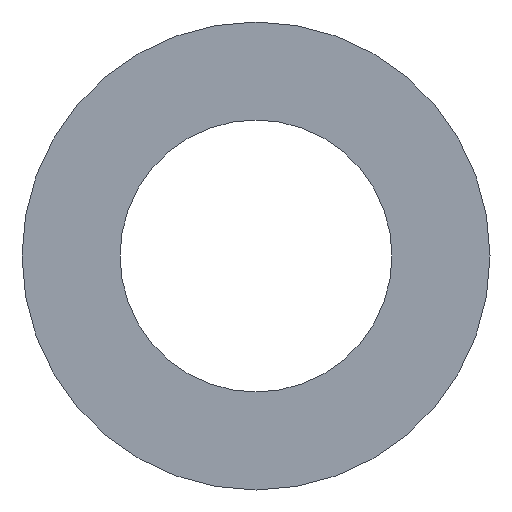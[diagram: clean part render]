
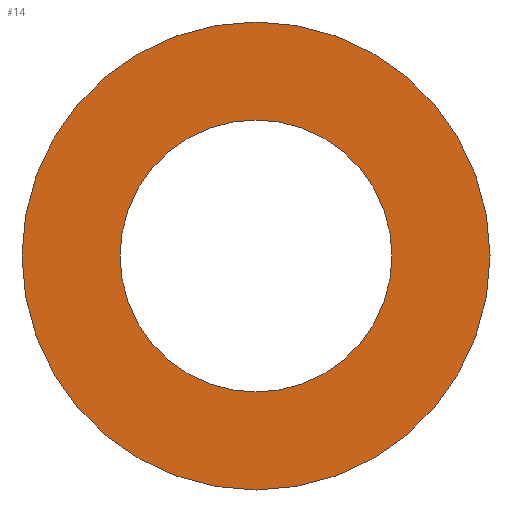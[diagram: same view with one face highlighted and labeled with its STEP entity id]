
A CAD part, front view. The second image highlights one B-rep face of the part: STEP entity #14.
In plain terms, the highlighted planar face has unit normal (0, -1, 0).
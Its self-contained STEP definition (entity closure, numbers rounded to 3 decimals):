
#3 = AXIS2_PLACEMENT_3D ( 'NONE', #208, #185, #205 ) ;
#5 = CIRCLE ( 'NONE', #12, 19.1 ) ;
#7 = FACE_OUTER_BOUND ( 'NONE', #222, .T. ) ;
#12 = AXIS2_PLACEMENT_3D ( 'NONE', #48, #107, #161 ) ;
#14 = ADVANCED_FACE ( 'NONE', ( #7, #44 ), #131, .F. ) ;
#23 = AXIS2_PLACEMENT_3D ( 'NONE', #189, #71, #162 ) ;
#25 = CARTESIAN_POINT ( 'NONE',  ( 0., -3., 0. ) ) ;
#44 = FACE_BOUND ( 'NONE', #182, .T. ) ;
#47 = DIRECTION ( 'NONE',  ( 0., 0., 1. ) ) ;
#48 = CARTESIAN_POINT ( 'NONE',  ( 0., -3., 0. ) ) ;
#49 = VERTEX_POINT ( 'NONE', #206 ) ;
#58 = DIRECTION ( 'NONE',  ( 0., 0., 1. ) ) ;
#63 = EDGE_CURVE ( 'NONE', #243, #223, #127, .T. ) ;
#69 = VERTEX_POINT ( 'NONE', #239 ) ;
#71 = DIRECTION ( 'NONE',  ( 0., 1., 0. ) ) ;
#93 = ORIENTED_EDGE ( 'NONE', *, *, #63, .T. ) ;
#107 = DIRECTION ( 'NONE',  ( 0., 1., 0. ) ) ;
#114 = ORIENTED_EDGE ( 'NONE', *, *, #175, .T. ) ;
#117 = CARTESIAN_POINT ( 'NONE',  ( 0., -3., -11.1 ) ) ;
#127 = CIRCLE ( 'NONE', #212, 11.1 ) ;
#128 = EDGE_CURVE ( 'NONE', #69, #49, #171, .T. ) ;
#129 = DIRECTION ( 'NONE',  ( 0., 1., 0. ) ) ;
#131 = PLANE ( 'NONE',  #23 ) ;
#132 = ORIENTED_EDGE ( 'NONE', *, *, #169, .F. ) ;
#133 = AXIS2_PLACEMENT_3D ( 'NONE', #183, #237, #58 ) ;
#135 = CARTESIAN_POINT ( 'NONE',  ( 0., -3., 11.1 ) ) ;
#158 = CIRCLE ( 'NONE', #133, 11.1 ) ;
#161 = DIRECTION ( 'NONE',  ( 0., 0., 1. ) ) ;
#162 = DIRECTION ( 'NONE',  ( 0., 0., 1. ) ) ;
#165 = ORIENTED_EDGE ( 'NONE', *, *, #128, .F. ) ;
#169 = EDGE_CURVE ( 'NONE', #49, #69, #5, .T. ) ;
#171 = CIRCLE ( 'NONE', #3, 19.1 ) ;
#175 = EDGE_CURVE ( 'NONE', #223, #243, #158, .T. ) ;
#182 = EDGE_LOOP ( 'NONE', ( #93, #114 ) ) ;
#183 = CARTESIAN_POINT ( 'NONE',  ( 0., -3., 0. ) ) ;
#185 = DIRECTION ( 'NONE',  ( 0., 1., 0. ) ) ;
#189 = CARTESIAN_POINT ( 'NONE',  ( 11.1, -3., 0. ) ) ;
#205 = DIRECTION ( 'NONE',  ( 0., 0., 1. ) ) ;
#206 = CARTESIAN_POINT ( 'NONE',  ( 0., -3., 19.1 ) ) ;
#208 = CARTESIAN_POINT ( 'NONE',  ( 0., -3., 0. ) ) ;
#212 = AXIS2_PLACEMENT_3D ( 'NONE', #25, #129, #47 ) ;
#222 = EDGE_LOOP ( 'NONE', ( #132, #165 ) ) ;
#223 = VERTEX_POINT ( 'NONE', #117 ) ;
#237 = DIRECTION ( 'NONE',  ( 0., 1., 0. ) ) ;
#239 = CARTESIAN_POINT ( 'NONE',  ( 0., -3., -19.1 ) ) ;
#243 = VERTEX_POINT ( 'NONE', #135 ) ;
